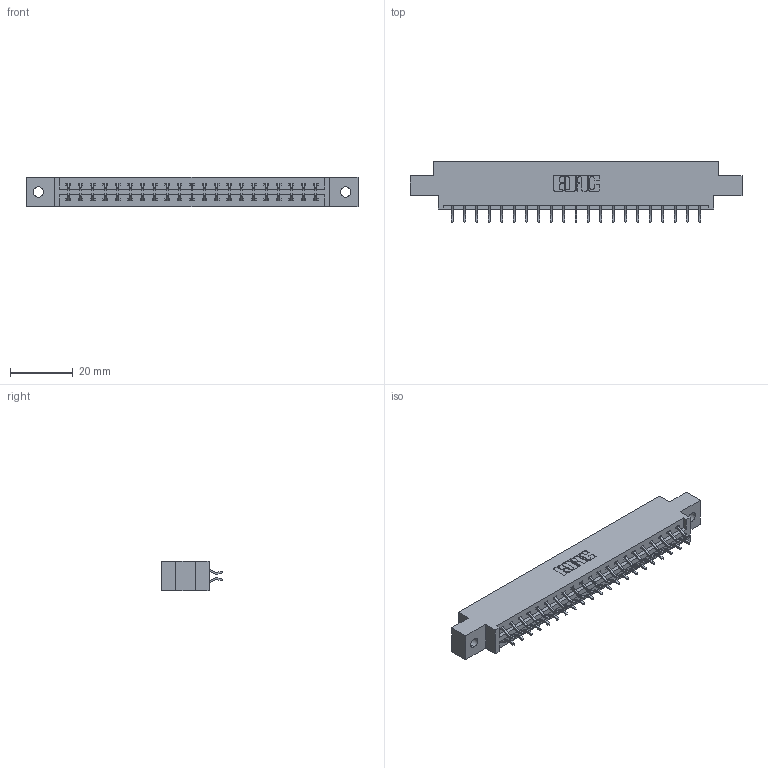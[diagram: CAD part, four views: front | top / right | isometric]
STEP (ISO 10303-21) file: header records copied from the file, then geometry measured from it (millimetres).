
FILE_DESCRIPTION (( 'STEP AP203' ), '1' );
FILE_NAME ('337-042-556-802.STEP', '2018-08-09T01:28:09', ( '' ), ( '' ), 'SwSTEP 2.0', 'SolidWorks 2016', '' );
FILE_SCHEMA (( 'CONFIG_CONTROL_DESIGN' ));
Length unit declared in the file: inch
Products named in the file (3): 337 Part_0.170 Offset - 0.128 Dia; 345-292-001_556 Tail; 337-042-556-802
Assembly tree (43 placements, depth 2):
  337-042-556-802
    337 Part_0.170 Offset - 0.128 Dia
    345-292-001_556 Tail  x42
Bounding box: 106.22 x 19.57 x 9.4 mm (x, y, z)
Volume: 10759.2 mm3; surface area: 11750.1 mm2
Topology: 43 solids, 43 shells, 2638 faces, 7841 edges, 5170 vertices
Faces by surface type: plane 1838, cylinder 800
Entity records: 19353 total; most frequent: CARTESIAN_POINT 3294, ORIENTED_EDGE 3218, DIRECTION 2829, EDGE_CURVE 1609, LINE 1473, VECTOR 1473, VERTEX_POINT 1070, AXIS2_PLACEMENT_3D 678
